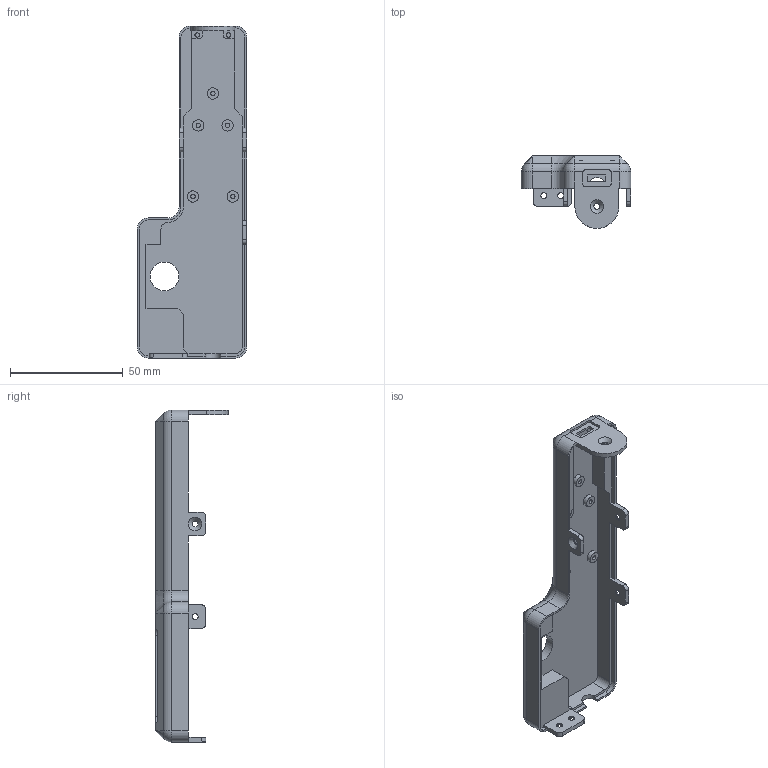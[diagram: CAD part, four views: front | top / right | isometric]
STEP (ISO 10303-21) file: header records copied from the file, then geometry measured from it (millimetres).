
FILE_DESCRIPTION(/* description */ (''),/* implementation_level */ '2;1');
FILE_NAME(/* name */ 'Upper Reciever.stp',/* time_stamp */ '2019-05-06T13:01:49-04:00',/* author */ ('pcdan'),/* organization */ (''),/* preprocessor_version */ 'ST-DEVELOPER v17.2',/* originating_system */ 'Autodesk Inventor 2019',/* authorisation */ '');
FILE_SCHEMA (('AUTOMOTIVE_DESIGN { 1 0 10303 214 3 1 1 }'));
Length unit declared in the file: millimetre
Products named in the file (1): Upper Reciever
Bounding box: 48.5 x 32.25 x 147 mm (x, y, z)
Volume: 34883 mm3; surface area: 20589.4 mm2
Topology: 1 solids, 1 shells, 177 faces, 475 edges, 307 vertices
Faces by surface type: plane 98, cylinder 61, cone 12, sphere 5, torus 1
Full cylindrical faces by diameter (mm): 1.93 x7, 2.65 x6, 5 x5, 12.75 x1
Entity records: 5594 total; most frequent: DIRECTION 979, CARTESIAN_POINT 973, ORIENTED_EDGE 940, EDGE_CURVE 470, AXIS2_PLACEMENT_3D 333, LINE 313, VECTOR 313, VERTEX_POINT 307
